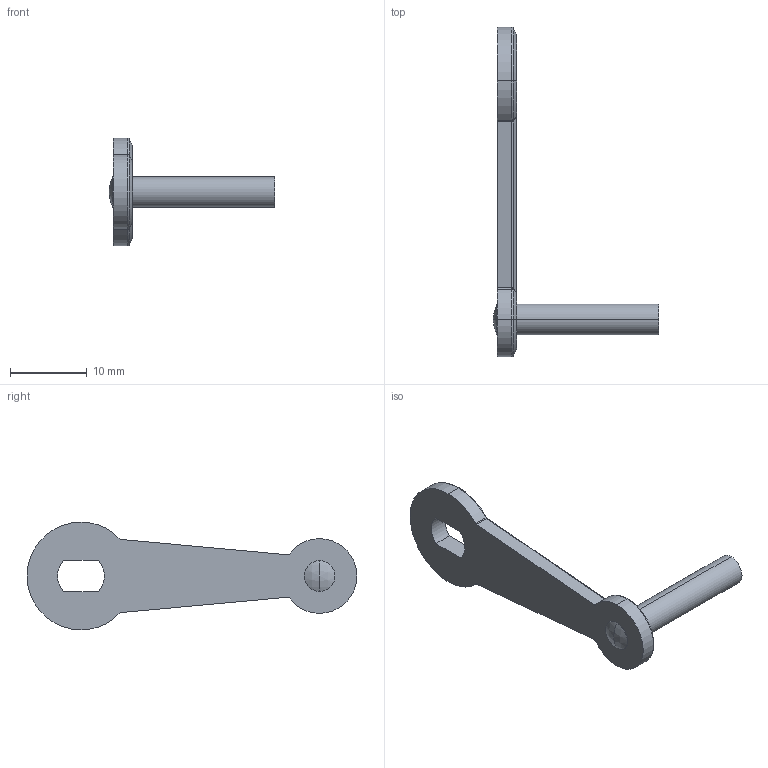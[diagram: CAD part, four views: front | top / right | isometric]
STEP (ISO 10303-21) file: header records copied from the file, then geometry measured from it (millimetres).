
FILE_DESCRIPTION (( 'STEP AP214' ), '1' );
FILE_NAME ('Zeroing Lever.STEP', '2025-07-06T08:34:23', ( '' ), ( '' ), 'SwSTEP 2.0', 'SolidWorks 2025', '' );
FILE_SCHEMA (( 'AUTOMOTIVE_DESIGN' ));
Length unit declared in the file: millimetre
Products named in the file (1): Zeroing Lever
Bounding box: 21.55 x 42.85 x 14 mm (x, y, z)
Volume: 1064.3 mm3; surface area: 1266.8 mm2
Topology: 1 solids, 1 shells, 73 faces, 166 edges, 98 vertices
Faces by surface type: cylinder 23, bspline 20, torus 12, plane 10, cone 6, sphere 2
Entity records: 2380 total; most frequent: CARTESIAN_POINT 811, ORIENTED_EDGE 332, DIRECTION 317, EDGE_CURVE 166, AXIS2_PLACEMENT_3D 138, VERTEX_POINT 98, CIRCLE 84, EDGE_LOOP 78
